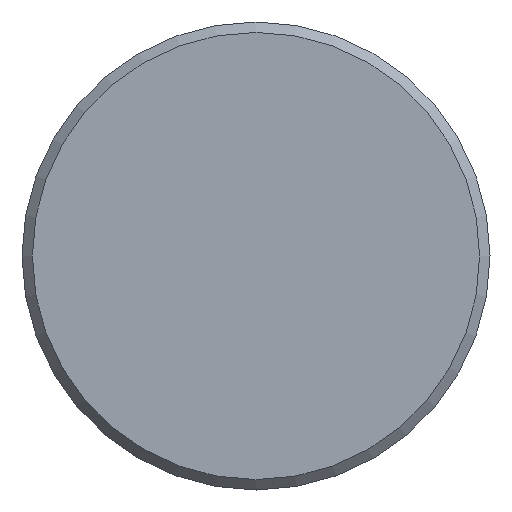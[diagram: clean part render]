
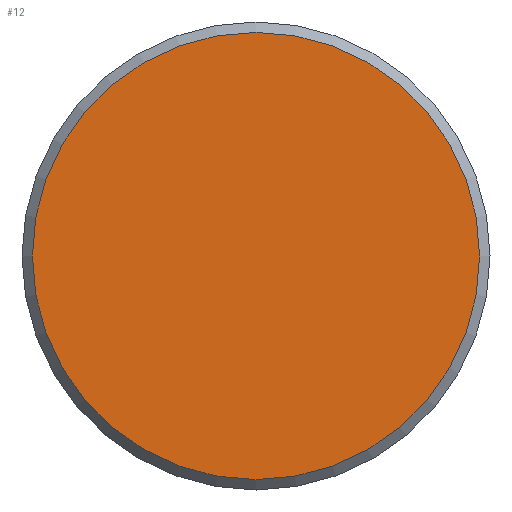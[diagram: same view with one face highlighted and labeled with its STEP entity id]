
A CAD part, left-side view. The second image highlights one B-rep face of the part: STEP entity #12.
In plain terms, the highlighted planar face has unit normal (-1, 0, 0).
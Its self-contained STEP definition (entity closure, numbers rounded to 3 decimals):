
#12 = ADVANCED_FACE ( 'NONE', ( #2279 ), #411, .T. ) ;
#232 = EDGE_CURVE ( 'NONE', #2561, #2561, #1974, .T. ) ;
#411 = PLANE ( 'NONE',  #1867 ) ;
#412 = CARTESIAN_POINT ( 'NONE',  ( -4.2, -4.3, 0. ) ) ;
#413 = DIRECTION ( 'NONE',  ( -1., 0., 0. ) ) ;
#414 = DIRECTION ( 'NONE',  ( 0., 0., 1. ) ) ;
#974 = CARTESIAN_POINT ( 'NONE',  ( -4.2, 0., 0. ) ) ;
#981 = DIRECTION ( 'NONE',  ( 0., 0., -1. ) ) ;
#1050 = DIRECTION ( 'NONE',  ( 1., 0., 0. ) ) ;
#1867 = AXIS2_PLACEMENT_3D ( 'NONE', #412, #413, #414 ) ;
#1973 = AXIS2_PLACEMENT_3D ( 'NONE', #974, #1050, #981 ) ;
#1974 = CIRCLE ( 'NONE', #1973, 4.3 ) ;
#2175 = ORIENTED_EDGE ( 'NONE', *, *, #232, .F. ) ;
#2279 = FACE_OUTER_BOUND ( 'NONE', #3264, .T. ) ;
#2561 = VERTEX_POINT ( 'NONE', #2994 ) ;
#2994 = CARTESIAN_POINT ( 'NONE',  ( -4.2, 0., -4.3 ) ) ;
#3264 = EDGE_LOOP ( 'NONE', ( #2175 ) ) ;
